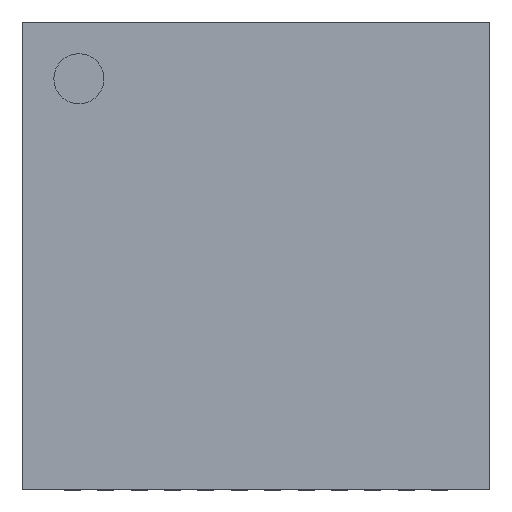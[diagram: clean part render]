
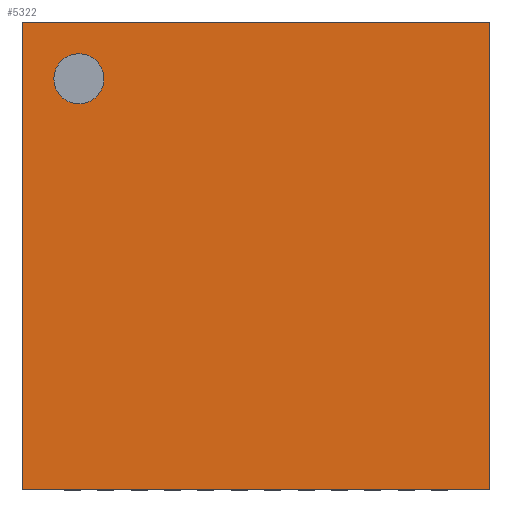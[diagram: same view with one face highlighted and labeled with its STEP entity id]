
A CAD part, top view. The second image highlights one B-rep face of the part: STEP entity #5322.
In plain terms, the highlighted planar face has unit normal (0, 0, 1).
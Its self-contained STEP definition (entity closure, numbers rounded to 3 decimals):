
#138 = EDGE_LOOP ( 'NONE', ( #7270, #299 ) ) ;
#184 = VERTEX_POINT ( 'NONE', #15236 ) ;
#266 = CARTESIAN_POINT ( 'NONE',  ( -3.5, 0., 1. ) ) ;
#293 = VERTEX_POINT ( 'NONE', #8389 ) ;
#295 = DIRECTION ( 'NONE',  ( 1., 0., 0. ) ) ;
#299 = ORIENTED_EDGE ( 'NONE', *, *, #4414, .T. ) ;
#506 = EDGE_CURVE ( 'NONE', #184, #15423, #7796, .T. ) ;
#782 = VERTEX_POINT ( 'NONE', #4939 ) ;
#1078 = ORIENTED_EDGE ( 'NONE', *, *, #506, .T. ) ;
#1195 = DIRECTION ( 'NONE',  ( 1., 0., 0. ) ) ;
#1233 = AXIS2_PLACEMENT_3D ( 'NONE', #1605, #1698, #295 ) ;
#1381 = CARTESIAN_POINT ( 'NONE',  ( 3.5, -3.5, 1. ) ) ;
#1605 = CARTESIAN_POINT ( 'NONE',  ( 0., 0., 1. ) ) ;
#1698 = DIRECTION ( 'NONE',  ( 0., 0., 1. ) ) ;
#2847 = LINE ( 'NONE', #266, #8349 ) ;
#3574 = CARTESIAN_POINT ( 'NONE',  ( -2.65, 2.65, 1. ) ) ;
#3635 = EDGE_CURVE ( 'NONE', #293, #11773, #6047, .T. ) ;
#3921 = PLANE ( 'NONE',  #1233 ) ;
#4044 = ORIENTED_EDGE ( 'NONE', *, *, #3635, .T. ) ;
#4214 = VECTOR ( 'NONE', #6235, 1000. ) ;
#4414 = EDGE_CURVE ( 'NONE', #782, #12551, #5510, .T. ) ;
#4939 = CARTESIAN_POINT ( 'NONE',  ( -3.025, 2.65, 1. ) ) ;
#5001 = DIRECTION ( 'NONE',  ( 0., 1., 0. ) ) ;
#5140 = CARTESIAN_POINT ( 'NONE',  ( -2.275, 2.65, 1. ) ) ;
#5322 = ADVANCED_FACE ( 'NONE', ( #18241, #5338 ), #3921, .T. ) ;
#5338 = FACE_BOUND ( 'NONE', #138, .T. ) ;
#5510 = CIRCLE ( 'NONE', #7928, 0.375 ) ;
#5808 = EDGE_CURVE ( 'NONE', #15423, #293, #12161, .T. ) ;
#6047 = LINE ( 'NONE', #16012, #4214 ) ;
#6235 = DIRECTION ( 'NONE',  ( -1., 0., 0. ) ) ;
#6666 = DIRECTION ( 'NONE',  ( 1., 0., 0. ) ) ;
#7270 = ORIENTED_EDGE ( 'NONE', *, *, #16315, .T. ) ;
#7796 = LINE ( 'NONE', #10720, #14298 ) ;
#7866 = AXIS2_PLACEMENT_3D ( 'NONE', #3574, #8098, #6666 ) ;
#7885 = CIRCLE ( 'NONE', #7866, 0.375 ) ;
#7928 = AXIS2_PLACEMENT_3D ( 'NONE', #8351, #14075, #1195 ) ;
#8098 = DIRECTION ( 'NONE',  ( 0., 0., -1. ) ) ;
#8349 = VECTOR ( 'NONE', #10214, 1000. ) ;
#8351 = CARTESIAN_POINT ( 'NONE',  ( -2.65, 2.65, 1. ) ) ;
#8389 = CARTESIAN_POINT ( 'NONE',  ( 3.5, 3.5, 1. ) ) ;
#10214 = DIRECTION ( 'NONE',  ( 0., -1., 0. ) ) ;
#10720 = CARTESIAN_POINT ( 'NONE',  ( 0., -3.5, 1. ) ) ;
#11773 = VERTEX_POINT ( 'NONE', #17571 ) ;
#12161 = LINE ( 'NONE', #17898, #12964 ) ;
#12551 = VERTEX_POINT ( 'NONE', #5140 ) ;
#12741 = EDGE_LOOP ( 'NONE', ( #15364, #4044, #15168, #1078 ) ) ;
#12964 = VECTOR ( 'NONE', #5001, 1000. ) ;
#13529 = DIRECTION ( 'NONE',  ( 1., 0., 0. ) ) ;
#14075 = DIRECTION ( 'NONE',  ( 0., 0., -1. ) ) ;
#14298 = VECTOR ( 'NONE', #13529, 1000. ) ;
#14569 = EDGE_CURVE ( 'NONE', #11773, #184, #2847, .T. ) ;
#15168 = ORIENTED_EDGE ( 'NONE', *, *, #14569, .T. ) ;
#15236 = CARTESIAN_POINT ( 'NONE',  ( -3.5, -3.5, 1. ) ) ;
#15364 = ORIENTED_EDGE ( 'NONE', *, *, #5808, .T. ) ;
#15423 = VERTEX_POINT ( 'NONE', #1381 ) ;
#16012 = CARTESIAN_POINT ( 'NONE',  ( 0., 3.5, 1. ) ) ;
#16315 = EDGE_CURVE ( 'NONE', #12551, #782, #7885, .T. ) ;
#17571 = CARTESIAN_POINT ( 'NONE',  ( -3.5, 3.5, 1. ) ) ;
#17898 = CARTESIAN_POINT ( 'NONE',  ( 3.5, 0., 1. ) ) ;
#18241 = FACE_OUTER_BOUND ( 'NONE', #12741, .T. ) ;
